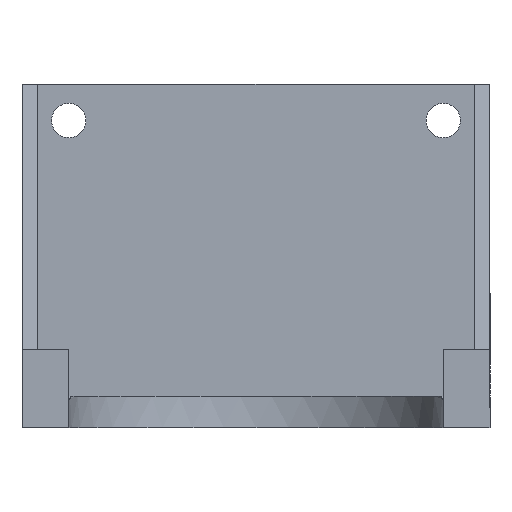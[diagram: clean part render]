
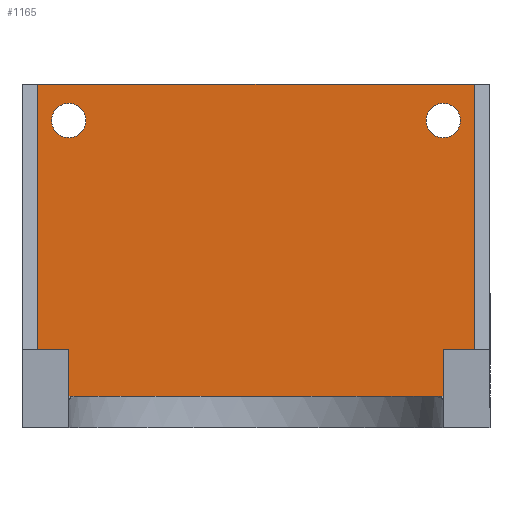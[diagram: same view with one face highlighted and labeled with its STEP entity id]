
A CAD part, front view. The second image highlights one B-rep face of the part: STEP entity #1165.
In plain terms, the highlighted planar face has unit normal (0, -1, 0).
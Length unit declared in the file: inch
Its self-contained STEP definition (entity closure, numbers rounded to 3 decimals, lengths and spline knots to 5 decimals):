
#86 = CIRCLE ( 'NONE', #244, 0.055 ) ;
#88 = CIRCLE ( 'NONE', #245, 0.055 ) ;
#111 = VECTOR ( 'NONE', #865, 39.37008 ) ;
#113 = LINE ( 'NONE', #879, #111 ) ;
#136 = VECTOR ( 'NONE', #911, 39.37008 ) ;
#147 = LINE ( 'NONE', #922, #136 ) ;
#148 = VECTOR ( 'NONE', #933, 39.37008 ) ;
#155 = VECTOR ( 'NONE', #946, 39.37008 ) ;
#156 = LINE ( 'NONE', #947, #155 ) ;
#161 = LINE ( 'NONE', #937, #148 ) ;
#174 = CIRCLE ( 'NONE', #227, 0.055 ) ;
#180 = CIRCLE ( 'NONE', #229, 0.055 ) ;
#227 = AXIS2_PLACEMENT_3D ( 'NONE', #990, #988, #986 ) ;
#229 = AXIS2_PLACEMENT_3D ( 'NONE', #1006, #1000, #999 ) ;
#244 = AXIS2_PLACEMENT_3D ( 'NONE', #851, #825, #824 ) ;
#245 = AXIS2_PLACEMENT_3D ( 'NONE', #847, #831, #829 ) ;
#304 = FACE_OUTER_BOUND ( 'NONE', #573, .T. ) ;
#306 = FACE_BOUND ( 'NONE', #576, .T. ) ;
#313 = FACE_BOUND ( 'NONE', #563, .T. ) ;
#458 = ORIENTED_EDGE ( 'NONE', *, *, #1242, .T. ) ;
#459 = ORIENTED_EDGE ( 'NONE', *, *, #1289, .T. ) ;
#460 = ORIENTED_EDGE ( 'NONE', *, *, #1238, .T. ) ;
#461 = ORIENTED_EDGE ( 'NONE', *, *, #1263, .F. ) ;
#462 = ORIENTED_EDGE ( 'NONE', *, *, #1253, .F. ) ;
#463 = ORIENTED_EDGE ( 'NONE', *, *, #1257, .F. ) ;
#464 = ORIENTED_EDGE ( 'NONE', *, *, #1277, .F. ) ;
#497 = ORIENTED_EDGE ( 'NONE', *, *, #1288, .T. ) ;
#563 = EDGE_LOOP ( 'NONE', ( #497, #458 ) ) ;
#573 = EDGE_LOOP ( 'NONE', ( #461, #462, #463, #464 ) ) ;
#576 = EDGE_LOOP ( 'NONE', ( #459, #460 ) ) ;
#602 = DIRECTION ( 'NONE',  ( -1., 0., 0. ) ) ;
#603 = DIRECTION ( 'NONE',  ( 0., 1., 0. ) ) ;
#604 = PLANE ( 'NONE',  #1190 ) ;
#611 = CARTESIAN_POINT ( 'NONE',  ( 0., 0., 1.1 ) ) ;
#650 = CARTESIAN_POINT ( 'NONE',  ( -1.45, 0., 0.1 ) ) ;
#657 = CARTESIAN_POINT ( 'NONE',  ( -0.05, 0., 0.1 ) ) ;
#658 = CARTESIAN_POINT ( 'NONE',  ( -0.205, 0., 0.98427 ) ) ;
#659 = CARTESIAN_POINT ( 'NONE',  ( -0.095, 0., 0.98427 ) ) ;
#664 = CARTESIAN_POINT ( 'NONE',  ( -1.405, 0., 0.98427 ) ) ;
#665 = CARTESIAN_POINT ( 'NONE',  ( -1.295, 0., 0.98427 ) ) ;
#768 = CARTESIAN_POINT ( 'NONE',  ( -1.45, 0., 1.1 ) ) ;
#781 = CARTESIAN_POINT ( 'NONE',  ( -0.05, 0., 1.1 ) ) ;
#824 = DIRECTION ( 'NONE',  ( -1., 0., 0. ) ) ;
#825 = DIRECTION ( 'NONE',  ( 0., 1., 0. ) ) ;
#829 = DIRECTION ( 'NONE',  ( -1., 0., 0. ) ) ;
#831 = DIRECTION ( 'NONE',  ( 0., 1., 0. ) ) ;
#847 = CARTESIAN_POINT ( 'NONE',  ( -1.35, 0., 0.98427 ) ) ;
#851 = CARTESIAN_POINT ( 'NONE',  ( -0.15, 0., 0.98427 ) ) ;
#865 = DIRECTION ( 'NONE',  ( 1., 0., 0. ) ) ;
#879 = CARTESIAN_POINT ( 'NONE',  ( 0., 0., 1.1 ) ) ;
#911 = DIRECTION ( 'NONE',  ( 0., 0., 1. ) ) ;
#922 = CARTESIAN_POINT ( 'NONE',  ( -1.45, 0., 1.1 ) ) ;
#933 = DIRECTION ( 'NONE',  ( 0., 0., -1. ) ) ;
#937 = CARTESIAN_POINT ( 'NONE',  ( -0.05, 0., 0.1 ) ) ;
#945 = VERTEX_POINT ( 'NONE', #781 ) ;
#946 = DIRECTION ( 'NONE',  ( -1., 0., 0. ) ) ;
#947 = CARTESIAN_POINT ( 'NONE',  ( -1.45, 0., 0.1 ) ) ;
#953 = VERTEX_POINT ( 'NONE', #768 ) ;
#986 = DIRECTION ( 'NONE',  ( -1., 0., 0. ) ) ;
#988 = DIRECTION ( 'NONE',  ( 0., 1., 0. ) ) ;
#990 = CARTESIAN_POINT ( 'NONE',  ( -1.35, 0., 0.98427 ) ) ;
#999 = DIRECTION ( 'NONE',  ( -1., 0., 0. ) ) ;
#1000 = DIRECTION ( 'NONE',  ( 0., 1., 0. ) ) ;
#1006 = CARTESIAN_POINT ( 'NONE',  ( -0.15, 0., 0.98427 ) ) ;
#1064 = VERTEX_POINT ( 'NONE', #665 ) ;
#1069 = VERTEX_POINT ( 'NONE', #664 ) ;
#1087 = VERTEX_POINT ( 'NONE', #659 ) ;
#1089 = VERTEX_POINT ( 'NONE', #658 ) ;
#1102 = VERTEX_POINT ( 'NONE', #657 ) ;
#1122 = VERTEX_POINT ( 'NONE', #650 ) ;
#1165 = ADVANCED_FACE ( 'NONE', ( #313, #306, #304 ), #604, .F. ) ;
#1190 = AXIS2_PLACEMENT_3D ( 'NONE', #611, #603, #602 ) ;
#1238 = EDGE_CURVE ( 'NONE', #1087, #1089, #180, .T. ) ;
#1242 = EDGE_CURVE ( 'NONE', #1064, #1069, #174, .T. ) ;
#1253 = EDGE_CURVE ( 'NONE', #1102, #1122, #156, .T. ) ;
#1257 = EDGE_CURVE ( 'NONE', #945, #1102, #161, .T. ) ;
#1263 = EDGE_CURVE ( 'NONE', #1122, #953, #147, .T. ) ;
#1277 = EDGE_CURVE ( 'NONE', #953, #945, #113, .T. ) ;
#1288 = EDGE_CURVE ( 'NONE', #1069, #1064, #88, .T. ) ;
#1289 = EDGE_CURVE ( 'NONE', #1089, #1087, #86, .T. ) ;
